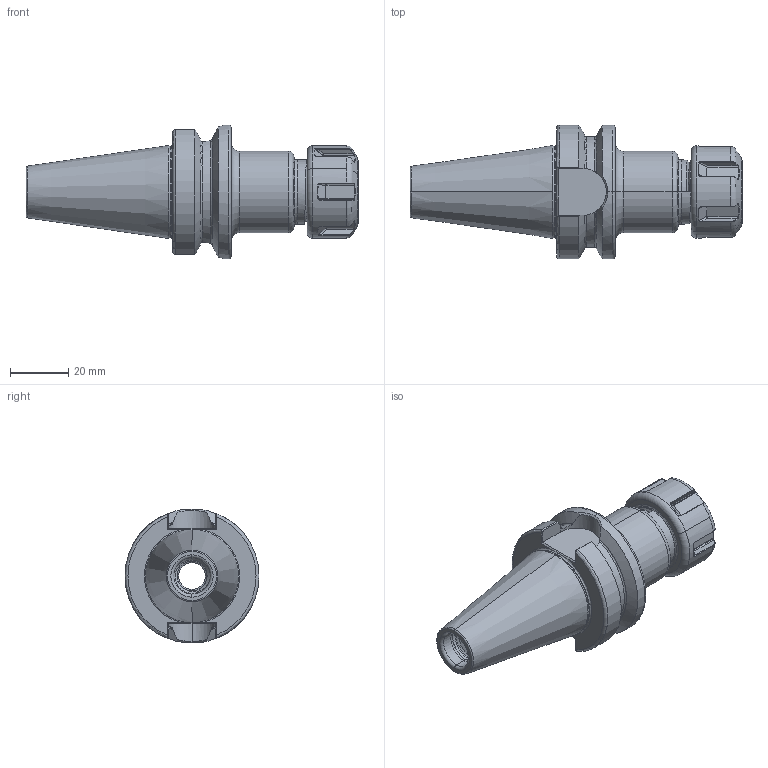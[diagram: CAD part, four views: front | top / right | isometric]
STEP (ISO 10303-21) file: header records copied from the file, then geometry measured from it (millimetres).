
FILE_DESCRIPTION (( 'STEP AP203' ), '1' );
FILE_NAME ('305.02.10.STEP', '2016-11-25T10:04:31', ( '' ), ( '' ), 'SwSTEP 2.0', 'SolidWorks 2012', '' );
FILE_SCHEMA (( 'CONFIG_CONTROL_DESIGN' ));
Length unit declared in the file: millimetre
Products named in the file (3): 2-01.100.0160180C7_ER16螺帽(六溝); 305.02.10
Assembly tree (2 placements, depth 2):
  305.02.10
    305.02.10
    2-01.100.0160180C7_ER16螺帽(六溝)
Bounding box: 113.98 x 46 x 46 mm (x, y, z)
Volume: 68508.7 mm3; surface area: 22171.3 mm2
Topology: 2 solids, 2 shells, 365 faces, 908 edges, 549 vertices
Faces by surface type: cylinder 131, bspline 78, plane 72, torus 58, cone 26
Entity records: 23246 total; most frequent: CARTESIAN_POINT 15526, ORIENTED_EDGE 1816, DIRECTION 1209, EDGE_CURVE 908, VERTEX_POINT 549, AXIS2_PLACEMENT_3D 476, EDGE_LOOP 371, ADVANCED_FACE 365
